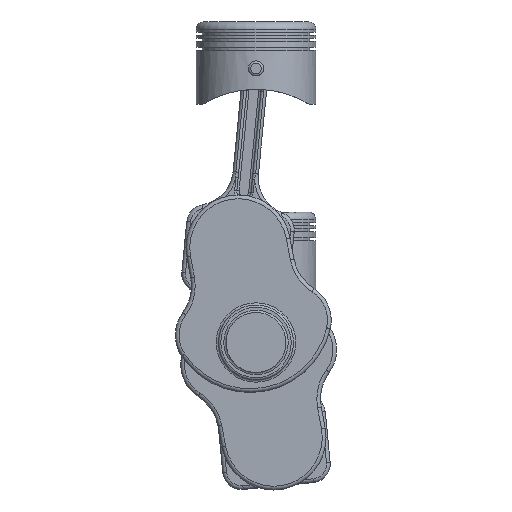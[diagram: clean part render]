
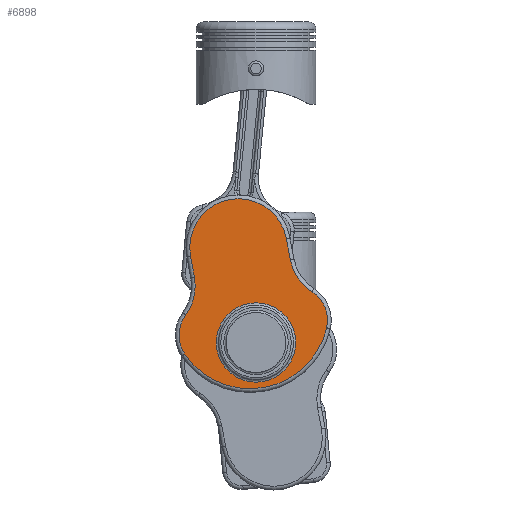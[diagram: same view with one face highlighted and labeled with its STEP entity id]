
A CAD part, front view. The second image highlights one B-rep face of the part: STEP entity #6898.
In plain terms, the highlighted planar face has unit normal (0, -1, 0).
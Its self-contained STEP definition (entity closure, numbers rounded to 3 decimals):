
#202=FACE_BOUND('',#1413,.T.);
#344=PLANE('',#7930);
#916=FACE_OUTER_BOUND('',#1412,.T.);
#1412=EDGE_LOOP('',(#6036,#6037,#6038,#6039,#6040,#6041,#6042,#6043));
#1413=EDGE_LOOP('',(#6044));
#1746=LINE('',#13230,#2041);
#1747=LINE('',#13234,#2042);
#2041=VECTOR('',#10286,10.);
#2042=VECTOR('',#10289,10.);
#2634=CIRCLE('',#7926,26.5);
#2637=CIRCLE('',#7931,22.5);
#2638=CIRCLE('',#7932,52.5);
#2639=CIRCLE('',#7933,22.5);
#2640=CIRCLE('',#7934,32.5);
#2641=CIRCLE('',#7935,32.5);
#2642=CIRCLE('',#7936,32.5);
#3243=VERTEX_POINT('',#13210);
#3246=VERTEX_POINT('',#13220);
#3247=VERTEX_POINT('',#13221);
#3248=VERTEX_POINT('',#13223);
#3249=VERTEX_POINT('',#13225);
#3250=VERTEX_POINT('',#13227);
#3251=VERTEX_POINT('',#13229);
#3252=VERTEX_POINT('',#13231);
#3253=VERTEX_POINT('',#13233);
#4182=EDGE_CURVE('',#3243,#3243,#2634,.T.);
#4186=EDGE_CURVE('',#3246,#3247,#2637,.T.);
#4187=EDGE_CURVE('',#3247,#3248,#2638,.T.);
#4188=EDGE_CURVE('',#3248,#3249,#2639,.T.);
#4189=EDGE_CURVE('',#3249,#3250,#2640,.T.);
#4190=EDGE_CURVE('',#3250,#3251,#1746,.T.);
#4191=EDGE_CURVE('',#3251,#3252,#2641,.T.);
#4192=EDGE_CURVE('',#3252,#3253,#1747,.T.);
#4193=EDGE_CURVE('',#3253,#3246,#2642,.T.);
#6036=ORIENTED_EDGE('',*,*,#4186,.T.);
#6037=ORIENTED_EDGE('',*,*,#4187,.T.);
#6038=ORIENTED_EDGE('',*,*,#4188,.T.);
#6039=ORIENTED_EDGE('',*,*,#4189,.T.);
#6040=ORIENTED_EDGE('',*,*,#4190,.T.);
#6041=ORIENTED_EDGE('',*,*,#4191,.T.);
#6042=ORIENTED_EDGE('',*,*,#4192,.T.);
#6043=ORIENTED_EDGE('',*,*,#4193,.T.);
#6044=ORIENTED_EDGE('',*,*,#4182,.T.);
#6898=ADVANCED_FACE('',(#916,#202),#344,.F.);
#7926=AXIS2_PLACEMENT_3D('',#13212,#10267,#10268);
#7930=AXIS2_PLACEMENT_3D('',#13219,#10276,#10277);
#7931=AXIS2_PLACEMENT_3D('',#13222,#10278,#10279);
#7932=AXIS2_PLACEMENT_3D('',#13224,#10280,#10281);
#7933=AXIS2_PLACEMENT_3D('',#13226,#10282,#10283);
#7934=AXIS2_PLACEMENT_3D('',#13228,#10284,#10285);
#7935=AXIS2_PLACEMENT_3D('',#13232,#10287,#10288);
#7936=AXIS2_PLACEMENT_3D('',#13235,#10290,#10291);
#10267=DIRECTION('center_axis',(0.,1.,0.));
#10268=DIRECTION('ref_axis',(1.,0.,0.));
#10276=DIRECTION('center_axis',(0.,1.,0.));
#10277=DIRECTION('ref_axis',(1.,0.,0.));
#10278=DIRECTION('center_axis',(0.,-1.,0.));
#10279=DIRECTION('ref_axis',(0.979,0.,-0.204));
#10280=DIRECTION('center_axis',(0.,-1.,0.));
#10281=DIRECTION('ref_axis',(0.,0.,1.));
#10282=DIRECTION('center_axis',(0.,-1.,0.));
#10283=DIRECTION('ref_axis',(-0.979,0.,-0.204));
#10284=DIRECTION('center_axis',(0.,1.,0.));
#10285=DIRECTION('ref_axis',(0.917,0.,0.399));
#10286=DIRECTION('',(0.,0.,-1.));
#10287=DIRECTION('center_axis',(0.,-1.,0.));
#10288=DIRECTION('ref_axis',(0.,0.,-1.));
#10289=DIRECTION('',(0.,0.,1.));
#10290=DIRECTION('center_axis',(0.,1.,0.));
#10291=DIRECTION('ref_axis',(-0.917,0.,0.399));
#13210=CARTESIAN_POINT('',(0.,-365.,-9.));
#13212=CARTESIAN_POINT('Origin',(0.,-365.,-35.5));
#13219=CARTESIAN_POINT('Origin',(0.,-365.,-68.75));
#13220=CARTESIAN_POINT('',(42.85,-365.,-62.003));
#13221=CARTESIAN_POINT('',(48.148,-365.,-36.571));
#13222=CARTESIAN_POINT('Origin',(27.513,-365.,-45.541));
#13223=CARTESIAN_POINT('',(-48.148,-365.,-36.571));
#13224=CARTESIAN_POINT('Origin',(0.,-365.,-57.5));
#13225=CARTESIAN_POINT('',(-42.85,-365.,-62.003));
#13226=CARTESIAN_POINT('Origin',(-27.513,-365.,-45.541));
#13227=CARTESIAN_POINT('',(-32.504,-365.,-85.773));
#13228=CARTESIAN_POINT('Origin',(-65.004,-365.,-85.783));
#13229=CARTESIAN_POINT('',(-32.5,-365.,-100.01));
#13230=CARTESIAN_POINT('',(-32.505,-365.,-84.385));
#13231=CARTESIAN_POINT('',(32.5,-365.,-100.01));
#13232=CARTESIAN_POINT('Origin',(0.,-365.,-100.));
#13233=CARTESIAN_POINT('',(32.504,-365.,-85.773));
#13234=CARTESIAN_POINT('',(32.511,-365.,-63.13));
#13235=CARTESIAN_POINT('Origin',(65.004,-365.,-85.783));
